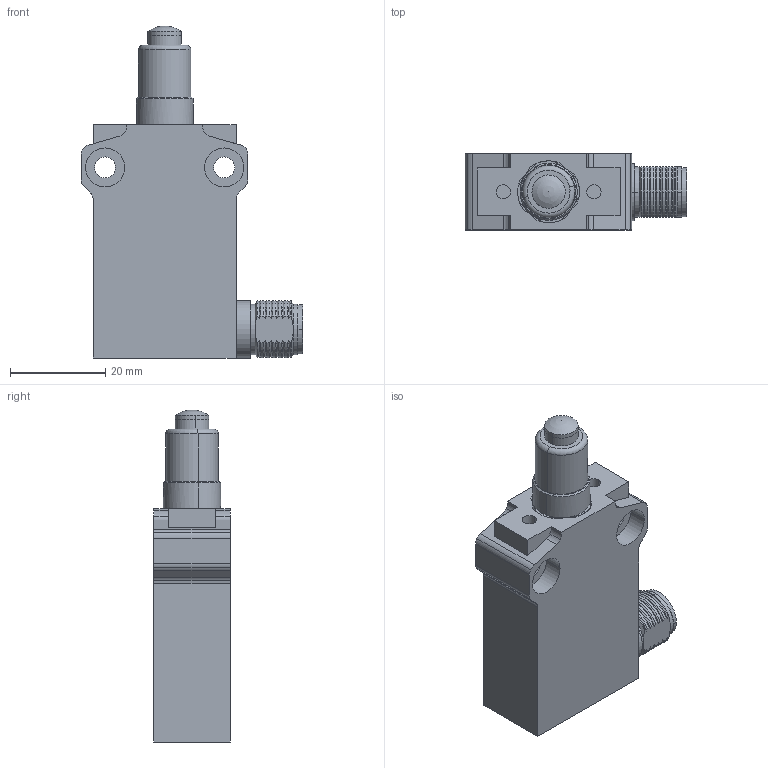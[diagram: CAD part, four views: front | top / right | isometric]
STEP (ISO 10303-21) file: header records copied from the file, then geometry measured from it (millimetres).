
FILE_DESCRIPTION (( 'STEP AP214' ), '1' );
FILE_NAME ('AEP2G16Z11MR.step', '2019-09-09T10:54:49', ( '' ), ( '' ), 'SwSTEP 2.0', 'SolidWorks 2018', '' );
FILE_SCHEMA (( 'AUTOMOTIVE_DESIGN' ));
Length unit declared in the file: inch
Products named in the file (1): AEP2G16Z11MR
Bounding box: 46.5 x 16 x 69.7 mm (x, y, z)
Volume: 25898.6 mm3; surface area: 9311.5 mm2
Topology: 4 solids, 4 shells, 202 faces, 505 edges, 325 vertices
Faces by surface type: cylinder 94, plane 56, cone 49, torus 2, sphere 1
Entity records: 8694 total; most frequent: CARTESIAN_POINT 1156, DIRECTION 1069, ORIENTED_EDGE 1004, EDGE_CURVE 502, AXIS2_PLACEMENT_3D 428, VERTEX_POINT 323, CIRCLE 225, EDGE_LOOP 221
